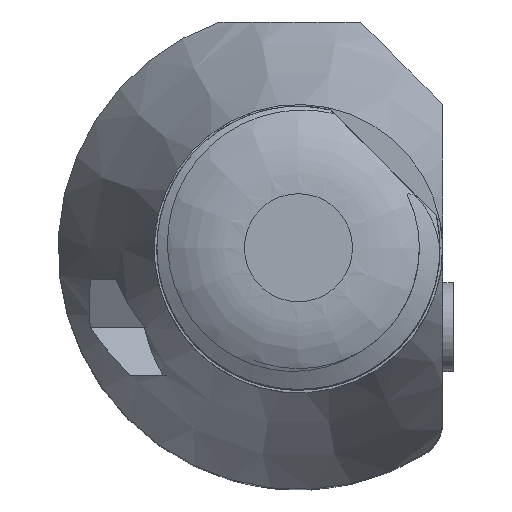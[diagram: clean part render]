
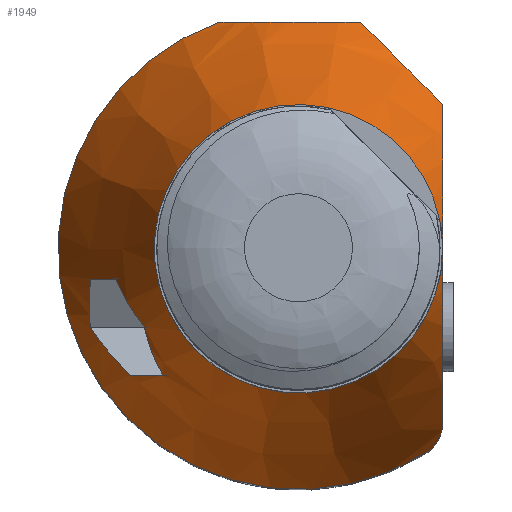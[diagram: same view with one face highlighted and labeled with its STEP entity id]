
A CAD part, top view. The second image highlights one B-rep face of the part: STEP entity #1949.
In plain terms, the highlighted conical face has half-angle 23.962 degrees and reference radius 16 mm.
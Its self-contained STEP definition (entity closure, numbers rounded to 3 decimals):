
#402=FACE_BOUND('',#534,.T.);
#415=ELLIPSE('',#2070,20.803,17.412);
#416=ELLIPSE('',#2071,19.851,16.616);
#417=ELLIPSE('',#2072,15.728,13.165);
#418=ELLIPSE('',#2073,24.926,20.864);
#419=CONICAL_SURFACE('',#2065,16.,0.418);
#421=FACE_OUTER_BOUND('',#533,.T.);
#533=EDGE_LOOP('',(#1342,#1343,#1344,#1345,#1346,#1347,#1348,#1349,#1350));
#534=EDGE_LOOP('',(#1351,#1352,#1353,#1354,#1355,#1356));
#658=CIRCLE('',#2066,20.);
#659=CIRCLE('',#2067,12.);
#660=CIRCLE('',#2068,12.);
#661=CIRCLE('',#2069,12.);
#684=B_SPLINE_CURVE_WITH_KNOTS('',3,(#2934,#2935,#2936,#2937,#2938,#2939,
#2940,#2941,#2942,#2943),.UNSPECIFIED.,.F.,.F.,(4,2,2,2,4),(1.953,
2.031,2.247,2.305,2.363),
 .UNSPECIFIED.);
#815=(
BOUNDED_CURVE()
B_SPLINE_CURVE(2,(#2928,#2929,#2930),.UNSPECIFIED.,.F.,.F.)
B_SPLINE_CURVE_WITH_KNOTS((3,3),(0.144,1.399),
 .UNSPECIFIED.)
CURVE()
GEOMETRIC_REPRESENTATION_ITEM()
RATIONAL_B_SPLINE_CURVE((1.011,1.052,1.))
REPRESENTATION_ITEM('')
);
#816=(
BOUNDED_CURVE()
B_SPLINE_CURVE(2,(#2945,#2946,#2947),.UNSPECIFIED.,.F.,.F.)
B_SPLINE_CURVE_WITH_KNOTS((3,3),(0.176,2.462),
 .UNSPECIFIED.)
CURVE()
GEOMETRIC_REPRESENTATION_ITEM()
RATIONAL_B_SPLINE_CURVE((1.02,1.144,1.))
REPRESENTATION_ITEM('')
);
#817=(
BOUNDED_CURVE()
B_SPLINE_CURVE(2,(#2954,#2955,#2956),.UNSPECIFIED.,.F.,.F.)
B_SPLINE_CURVE_WITH_KNOTS((3,3),(2.462,4.455),
 .UNSPECIFIED.)
CURVE()
GEOMETRIC_REPRESENTATION_ITEM()
RATIONAL_B_SPLINE_CURVE((1.,1.125,1.048))
REPRESENTATION_ITEM('')
);
#818=(
BOUNDED_CURVE()
B_SPLINE_CURVE(2,(#2957,#2958,#2959),.UNSPECIFIED.,.F.,.F.)
B_SPLINE_CURVE_WITH_KNOTS((3,3),(1.255,2.42),
 .UNSPECIFIED.)
CURVE()
GEOMETRIC_REPRESENTATION_ITEM()
RATIONAL_B_SPLINE_CURVE((1.088,1.088,1.011))
REPRESENTATION_ITEM('')
);
#819=(
BOUNDED_CURVE()
B_SPLINE_CURVE(2,(#2964,#2965,#2966),.UNSPECIFIED.,.F.,.F.)
B_SPLINE_CURVE_WITH_KNOTS((3,3),(0.,0.506),.UNSPECIFIED.)
CURVE()
GEOMETRIC_REPRESENTATION_ITEM()
RATIONAL_B_SPLINE_CURVE((1.,1.002,1.))
REPRESENTATION_ITEM('')
);
#820=(
BOUNDED_CURVE()
B_SPLINE_CURVE(2,(#2972,#2973,#2974),.UNSPECIFIED.,.F.,.F.)
B_SPLINE_CURVE_WITH_KNOTS((3,3),(0.,0.534),.UNSPECIFIED.)
CURVE()
GEOMETRIC_REPRESENTATION_ITEM()
RATIONAL_B_SPLINE_CURVE((1.,1.003,1.))
REPRESENTATION_ITEM('')
);
#829=VERTEX_POINT('',#2926);
#830=VERTEX_POINT('',#2927);
#831=VERTEX_POINT('',#2931);
#832=VERTEX_POINT('',#2933);
#833=VERTEX_POINT('',#2944);
#834=VERTEX_POINT('',#2948);
#835=VERTEX_POINT('',#2950);
#836=VERTEX_POINT('',#2953);
#837=VERTEX_POINT('',#2960);
#838=VERTEX_POINT('',#2961);
#839=VERTEX_POINT('',#2963);
#840=VERTEX_POINT('',#2967);
#841=VERTEX_POINT('',#2969);
#842=VERTEX_POINT('',#2971);
#1034=EDGE_CURVE('',#829,#830,#815,.T.);
#1035=EDGE_CURVE('',#830,#831,#658,.T.);
#1036=EDGE_CURVE('',#832,#831,#684,.T.);
#1037=EDGE_CURVE('',#832,#833,#816,.T.);
#1038=EDGE_CURVE('',#833,#834,#659,.T.);
#1039=EDGE_CURVE('',#834,#835,#660,.T.);
#1040=EDGE_CURVE('',#835,#833,#661,.T.);
#1041=EDGE_CURVE('',#833,#836,#817,.T.);
#1042=EDGE_CURVE('',#836,#829,#818,.T.);
#1043=EDGE_CURVE('',#837,#838,#415,.T.);
#1044=EDGE_CURVE('',#838,#839,#819,.T.);
#1045=EDGE_CURVE('',#839,#840,#416,.T.);
#1046=EDGE_CURVE('',#840,#841,#417,.T.);
#1047=EDGE_CURVE('',#841,#842,#820,.T.);
#1048=EDGE_CURVE('',#842,#837,#418,.T.);
#1342=ORIENTED_EDGE('',*,*,#1034,.T.);
#1343=ORIENTED_EDGE('',*,*,#1035,.T.);
#1344=ORIENTED_EDGE('',*,*,#1036,.F.);
#1345=ORIENTED_EDGE('',*,*,#1037,.T.);
#1346=ORIENTED_EDGE('',*,*,#1038,.T.);
#1347=ORIENTED_EDGE('',*,*,#1039,.T.);
#1348=ORIENTED_EDGE('',*,*,#1040,.T.);
#1349=ORIENTED_EDGE('',*,*,#1041,.T.);
#1350=ORIENTED_EDGE('',*,*,#1042,.T.);
#1351=ORIENTED_EDGE('',*,*,#1043,.T.);
#1352=ORIENTED_EDGE('',*,*,#1044,.T.);
#1353=ORIENTED_EDGE('',*,*,#1045,.T.);
#1354=ORIENTED_EDGE('',*,*,#1046,.T.);
#1355=ORIENTED_EDGE('',*,*,#1047,.T.);
#1356=ORIENTED_EDGE('',*,*,#1048,.T.);
#1949=ADVANCED_FACE('',(#421,#402),#419,.T.);
#2065=AXIS2_PLACEMENT_3D('',#2925,#2171,#2172);
#2066=AXIS2_PLACEMENT_3D('',#2932,#2173,#2174);
#2067=AXIS2_PLACEMENT_3D('',#2949,#2175,#2176);
#2068=AXIS2_PLACEMENT_3D('',#2951,#2177,#2178);
#2069=AXIS2_PLACEMENT_3D('',#2952,#2179,#2180);
#2070=AXIS2_PLACEMENT_3D('',#2962,#2181,#2182);
#2071=AXIS2_PLACEMENT_3D('',#2968,#2183,#2184);
#2072=AXIS2_PLACEMENT_3D('',#2970,#2185,#2186);
#2073=AXIS2_PLACEMENT_3D('',#2975,#2187,#2188);
#2171=DIRECTION('center_axis',(0.,0.,-1.));
#2172=DIRECTION('ref_axis',(-1.,0.,0.));
#2173=DIRECTION('center_axis',(0.,0.,1.));
#2174=DIRECTION('ref_axis',(-1.,0.,0.));
#2175=DIRECTION('center_axis',(0.,0.,-1.));
#2176=DIRECTION('ref_axis',(1.,0.,0.));
#2177=DIRECTION('center_axis',(0.,0.,-1.));
#2178=DIRECTION('ref_axis',(1.,0.,0.));
#2179=DIRECTION('center_axis',(0.,0.,-1.));
#2180=DIRECTION('ref_axis',(1.,0.,0.));
#2181=DIRECTION('center_axis',(0.,0.5,-0.866));
#2182=DIRECTION('ref_axis',(0.,0.866,0.5));
#2183=DIRECTION('center_axis',(0.,0.5,0.866));
#2184=DIRECTION('ref_axis',(0.,-0.866,0.5));
#2185=DIRECTION('center_axis',(0.,-0.5,0.866));
#2186=DIRECTION('ref_axis',(0.,0.866,0.5));
#2187=DIRECTION('center_axis',(0.,-0.5,-0.866));
#2188=DIRECTION('ref_axis',(0.,-0.866,0.5));
#2925=CARTESIAN_POINT('Origin',(0.,0.,49.));
#2926=CARTESIAN_POINT('',(5.142,18.9,40.929));
#2927=CARTESIAN_POINT('',(-6.541,18.9,40.));
#2928=CARTESIAN_POINT('Ctrl Pts',(5.142,18.9,40.929));
#2929=CARTESIAN_POINT('Ctrl Pts',(-0.639,18.9,44.344));
#2930=CARTESIAN_POINT('Ctrl Pts',(-6.541,18.9,40.));
#2931=CARTESIAN_POINT('',(10.588,-16.967,40.));
#2932=CARTESIAN_POINT('Origin',(0.,0.,40.));
#2933=CARTESIAN_POINT('',(12.,-14.422,42.786));
#2934=CARTESIAN_POINT('Ctrl Pts',(12.,-14.422,42.786));
#2935=CARTESIAN_POINT('Ctrl Pts',(12.,-14.558,42.552));
#2936=CARTESIAN_POINT('Ctrl Pts',(11.991,-14.696,42.324));
#2937=CARTESIAN_POINT('Ctrl Pts',(11.917,-15.226,41.501));
#2938=CARTESIAN_POINT('Ctrl Pts',(11.761,-15.734,40.819));
#2939=CARTESIAN_POINT('Ctrl Pts',(11.318,-16.334,40.29));
#2940=CARTESIAN_POINT('Ctrl Pts',(11.198,-16.474,40.184));
#2941=CARTESIAN_POINT('Ctrl Pts',(10.915,-16.739,40.039));
#2942=CARTESIAN_POINT('Ctrl Pts',(10.753,-16.865,40.));
#2943=CARTESIAN_POINT('Ctrl Pts',(10.588,-16.967,40.));
#2944=CARTESIAN_POINT('',(12.,0.,58.));
#2945=CARTESIAN_POINT('Ctrl Pts',(12.,-14.422,42.786));
#2946=CARTESIAN_POINT('Ctrl Pts',(12.,-5.626,58.));
#2947=CARTESIAN_POINT('Ctrl Pts',(12.,0.,58.));
#2948=CARTESIAN_POINT('',(2.381,11.761,58.));
#2949=CARTESIAN_POINT('Origin',(0.,0.,58.));
#2950=CARTESIAN_POINT('',(11.761,2.381,58.));
#2951=CARTESIAN_POINT('Origin',(0.,0.,58.));
#2952=CARTESIAN_POINT('Origin',(0.,0.,58.));
#2953=CARTESIAN_POINT('',(12.,12.042,46.75));
#2954=CARTESIAN_POINT('Ctrl Pts',(12.,0.,58.));
#2955=CARTESIAN_POINT('Ctrl Pts',(12.,4.983,58.));
#2956=CARTESIAN_POINT('Ctrl Pts',(12.,12.042,46.75));
#2957=CARTESIAN_POINT('Ctrl Pts',(12.,12.042,46.75));
#2958=CARTESIAN_POINT('Ctrl Pts',(8.813,15.228,46.732));
#2959=CARTESIAN_POINT('Ctrl Pts',(5.142,18.9,40.929));
#2960=CARTESIAN_POINT('',(-17.318,-6.5,43.381));
#2961=CARTESIAN_POINT('',(-17.291,-2.5,45.691));
#2962=CARTESIAN_POINT('Origin',(0.,-4.623,
44.465));
#2963=CARTESIAN_POINT('',(-15.214,-2.5,50.309));
#2964=CARTESIAN_POINT('Ctrl Pts',(-17.291,-2.5,45.691));
#2965=CARTESIAN_POINT('Ctrl Pts',(-16.188,-2.5,48.148));
#2966=CARTESIAN_POINT('Ctrl Pts',(-15.214,-2.5,50.309));
#2967=CARTESIAN_POINT('',(-12.84,-6.5,52.619));
#2968=CARTESIAN_POINT('Origin',(0.,4.411,46.319));
#2969=CARTESIAN_POINT('',(-11.29,-10.5,50.309));
#2970=CARTESIAN_POINT('Origin',(0.,-3.495,54.354));
#2971=CARTESIAN_POINT('',(-13.964,-10.5,45.691));
#2972=CARTESIAN_POINT('Ctrl Pts',(-11.29,-10.5,50.309));
#2973=CARTESIAN_POINT('Ctrl Pts',(-12.543,-10.5,48.244));
#2974=CARTESIAN_POINT('Ctrl Pts',(-13.964,-10.5,45.691));
#2975=CARTESIAN_POINT('Origin',(0.,5.539,
36.43));
